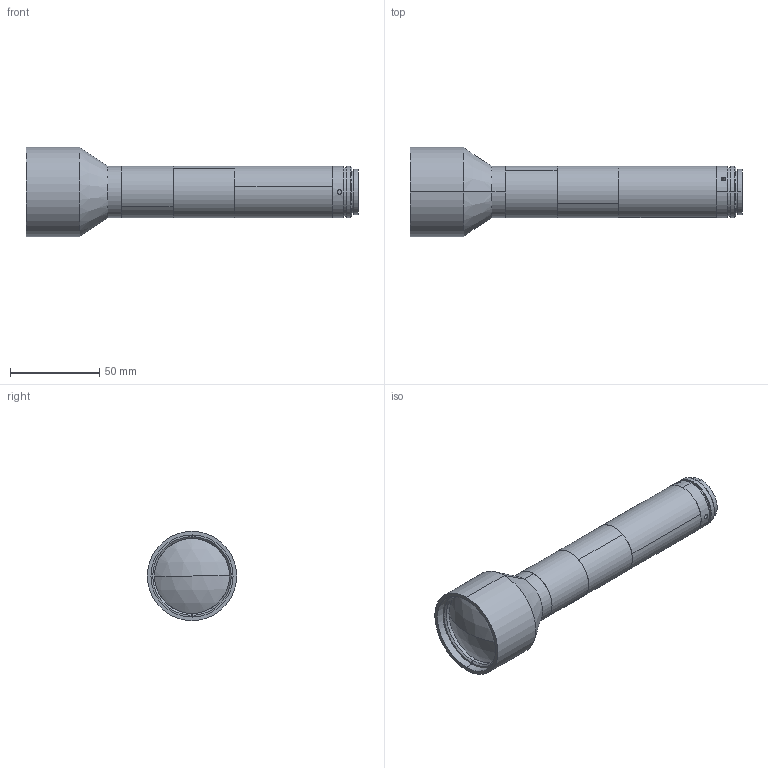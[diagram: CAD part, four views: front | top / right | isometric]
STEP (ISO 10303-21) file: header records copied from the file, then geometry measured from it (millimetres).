
FILE_DESCRIPTION (( 'STEP AP203' ), '1' );
FILE_NAME ('XF-10MDT1.5X110-1C.STEP', '2020-11-18T09:05:00', ( 'zhanghp' ), ( '' ), 'SwSTEP 2.0', 'SolidWorks 2014', '' );
FILE_SCHEMA (( 'CONFIG_CONTROL_DESIGN' ));
Length unit declared in the file: millimetre
Products named in the file (1): XF-10MDT1.5X110-1C
Bounding box: 186 x 50 x 50 mm (x, y, z)
Surface area: 28815.2 mm2 (no closed solid volume)
Topology: 0 solids, 8 shells, 65 faces, 156 edges, 107 vertices
Faces by surface type: cylinder 34, plane 23, cone 6, sphere 2
Entity records: 2210 total; most frequent: CARTESIAN_POINT 569, DIRECTION 362, ORIENTED_EDGE 270, AXIS2_PLACEMENT_3D 156, EDGE_CURVE 156, VERTEX_POINT 107, CIRCLE 90, EDGE_LOOP 83
